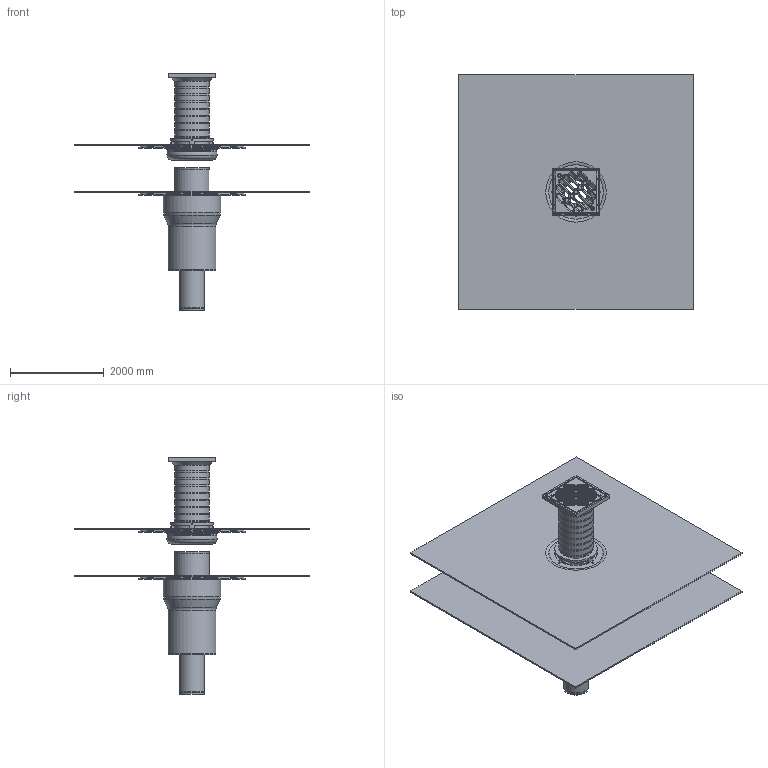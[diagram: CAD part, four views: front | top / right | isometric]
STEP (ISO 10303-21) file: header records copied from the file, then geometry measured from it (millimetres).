
FILE_DESCRIPTION(/* description */ (''),/* implementation_level */ '2;1');
FILE_NAME(/* name */ '15383.050X_3D.stp',/* time_stamp */ '2024-12-12T06:53:17+01:00',/* author */ ('CAD'),/* organization */ (''),/* preprocessor_version */ 'ST-DEVELOPER v20',/* originating_system */ 'AutoCAD Mechanical',/* authorisation */ '');
FILE_SCHEMA (('AUTOMOTIVE_DESIGN { 1 0 10303 214 3 1 1 }'));
Length unit declared in the file: centimetre
Products named in the file (2): Product; *S0
Assembly tree (1 placements, depth 2):
  Product
    *S0
Bounding box: 5000 x 5000 x 5037.7 mm (x, y, z)
Volume: 2821891483 mm3; surface area: 174170120.5 mm2
Topology: 19 solids, 19 shells, 685 faces, 1649 edges, 1040 vertices
Faces by surface type: cylinder 215, plane 193, torus 159, cone 100, sphere 16, bspline 2
Full cylindrical faces by diameter (mm): 20 x16, 35 x2, 85 x2, 105 x1, 500 x2, 530 x4, 698 x1, 720 x8, 730 x11, 736 x1, 770 x5, 780 x1, 810 x5, 885 x2, 900 x1, 901 x2, 905 x2, 953.818 x2, 965 x4, 980 x2, 1020 x2, 1180 x2, 1220 x1
Entity records: 22024 total; most frequent: CARTESIAN_POINT 5133, DIRECTION 3864, ORIENTED_EDGE 3296, EDGE_CURVE 1648, AXIS2_PLACEMENT_3D 1621, VERTEX_POINT 1038, CIRCLE 933, EDGE_LOOP 816
